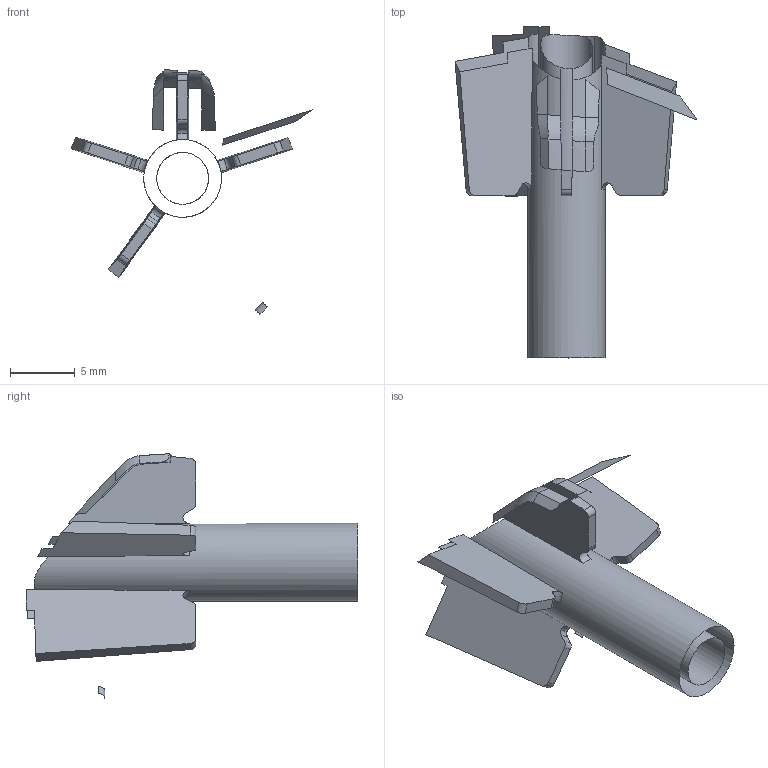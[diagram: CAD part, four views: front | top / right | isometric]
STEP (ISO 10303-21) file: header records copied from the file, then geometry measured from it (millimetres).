
FILE_DESCRIPTION(('Open CASCADE Model'),'2;1');
FILE_NAME('Open CASCADE Shape Model','2025-10-21T21:37:34',('Author'),( 'Open CASCADE'),'Open CASCADE STEP processor 7.7','Open CASCADE 7.7' ,'Unknown');
FILE_SCHEMA(('AUTOMOTIVE_DESIGN { 1 0 10303 214 1 1 1 1 }'));
Length unit declared in the file: millimetre
Products named in the file (54): Open CASCADE STEP translator 7.7 32; Open CASCADE STEP translator 7.7 32.1; Open CASCADE STEP translator 7.7 32.2; Open CASCADE STEP translator 7.7 32.3; Open CASCADE STEP translator 7.7 32.4; Open CASCADE STEP translator 7.7 32.5; Open CASCADE STEP translator 7.7 32.6; Open CASCADE STEP translator 7.7 32.7; Open CASCADE STEP translator 7.7 32.8; Open CASCADE STEP translator 7.7 32.9; Open CASCADE STEP translator 7.7 32.10; Open CASCADE STEP translator 7.7 32.11; Open CASCADE STEP translator 7.7 32.12; Open CASCADE STEP translator 7.7 32.13; Open CASCADE STEP translator 7.7 32.14; Open CASCADE STEP translator 7.7 32.15; Open CASCADE STEP translator 7.7 32.16; Open CASCADE STEP translator 7.7 32.17; Open CASCADE STEP translator 7.7 32.18; Open CASCADE STEP translator 7.7 32.19; Open CASCADE STEP translator 7.7 32.20; Open CASCADE STEP translator 7.7 32.21; Open CASCADE STEP translator 7.7 32.22; Open CASCADE STEP translator 7.7 32.23; Open CASCADE STEP translator 7.7 32.24; Open CASCADE STEP translator 7.7 32.25; Open CASCADE STEP translator 7.7 32.26; Open CASCADE STEP translator 7.7 32.27; Open CASCADE STEP translator 7.7 32.28; Open CASCADE STEP translator 7.7 32.29; Open CASCADE STEP translator 7.7 32.30; Open CASCADE STEP translator 7.7 32.31; Open CASCADE STEP translator 7.7 32.32; Open CASCADE STEP translator 7.7 32.33; Open CASCADE STEP translator 7.7 32.34; Open CASCADE STEP translator 7.7 32.35; Open CASCADE STEP translator 7.7 32.36; Open CASCADE STEP translator 7.7 32.37; Open CASCADE STEP translator 7.7 32.38; Open CASCADE STEP translator 7.7 32.39 ...
Assembly tree (53 placements, depth 2):
  Open CASCADE STEP translator 7.7 32
    Open CASCADE STEP translator 7.7 32.1
    Open CASCADE STEP translator 7.7 32.2
    Open CASCADE STEP translator 7.7 32.3
    Open CASCADE STEP translator 7.7 32.4
    Open CASCADE STEP translator 7.7 32.5
    Open CASCADE STEP translator 7.7 32.6
    Open CASCADE STEP translator 7.7 32.7
    Open CASCADE STEP translator 7.7 32.8
    Open CASCADE STEP translator 7.7 32.9
    Open CASCADE STEP translator 7.7 32.10
    Open CASCADE STEP translator 7.7 32.11
    Open CASCADE STEP translator 7.7 32.12
    Open CASCADE STEP translator 7.7 32.13
    Open CASCADE STEP translator 7.7 32.14
    Open CASCADE STEP translator 7.7 32.15
    Open CASCADE STEP translator 7.7 32.16
    Open CASCADE STEP translator 7.7 32.17
    Open CASCADE STEP translator 7.7 32.18
    Open CASCADE STEP translator 7.7 32.19
    Open CASCADE STEP translator 7.7 32.20
    Open CASCADE STEP translator 7.7 32.21
    Open CASCADE STEP translator 7.7 32.22
    Open CASCADE STEP translator 7.7 32.23
    Open CASCADE STEP translator 7.7 32.24
    Open CASCADE STEP translator 7.7 32.25
    Open CASCADE STEP translator 7.7 32.26
    Open CASCADE STEP translator 7.7 32.27
    Open CASCADE STEP translator 7.7 32.28
    Open CASCADE STEP translator 7.7 32.29
    Open CASCADE STEP translator 7.7 32.30
    Open CASCADE STEP translator 7.7 32.31
    Open CASCADE STEP translator 7.7 32.32
    Open CASCADE STEP translator 7.7 32.33
    Open CASCADE STEP translator 7.7 32.34
    Open CASCADE STEP translator 7.7 32.35
    Open CASCADE STEP translator 7.7 32.36
    Open CASCADE STEP translator 7.7 32.37
    Open CASCADE STEP translator 7.7 32.38
    Open CASCADE STEP translator 7.7 32.39
    Open CASCADE STEP translator 7.7 32.40
    Open CASCADE STEP translator 7.7 32.41
    Open CASCADE STEP translator 7.7 32.42
    Open CASCADE STEP translator 7.7 32.43
    Open CASCADE STEP translator 7.7 32.44
    Open CASCADE STEP translator 7.7 32.45
    Open CASCADE STEP translator 7.7 32.46
    Open CASCADE STEP translator 7.7 32.47
    Open CASCADE STEP translator 7.7 32.48
    Open CASCADE STEP translator 7.7 32.49
    Open CASCADE STEP translator 7.7 32.50
    Open CASCADE STEP translator 7.7 32.51
    Open CASCADE STEP translator 7.7 32.52
    Open CASCADE STEP translator 7.7 32.53
Bounding box: 18.66 x 25.61 x 18.85 mm (x, y, z)
Surface area: 1223.1 mm2 (no closed solid volume)
Topology: 0 solids, 53 shells, 53 faces, 324 edges, 322 vertices
Faces by surface type: plane 16, bspline 14, torus 12, cylinder 7, cone 4
Full cylindrical faces by diameter (mm): 4 x1, 6 x1
Entity records: 8634 total; most frequent: CARTESIAN_POINT 4072, DIRECTION 543, B_SPLINE_CURVE_WITH_KNOTS 377, ORIENTED_EDGE 326, PCURVE 326, DEFINITIONAL_REPRESENTATION 326, EDGE_CURVE 324, VERTEX_POINT 322
